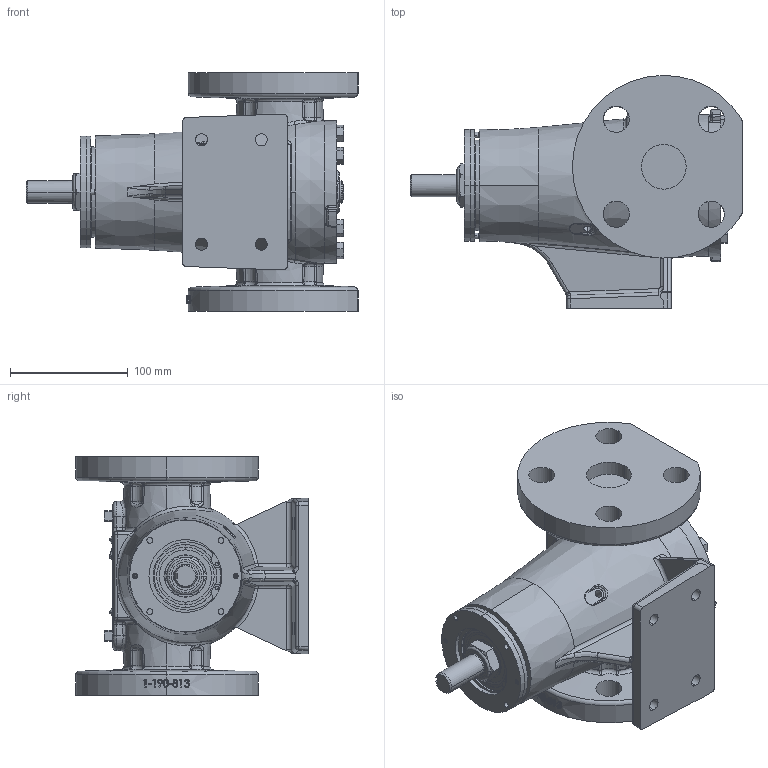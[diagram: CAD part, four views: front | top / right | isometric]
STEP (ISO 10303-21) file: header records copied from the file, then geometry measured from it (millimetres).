
FILE_DESCRIPTION (( 'STEP AP214' ), '1' );
FILE_NAME ('HV-3784.STEP', '2019-05-24T16:59:47', ( '' ), ( '' ), 'SwSTEP 2.0', 'SolidWorks 2018', '' );
FILE_SCHEMA (( 'AUTOMOTIVE_DESIGN' ));
Length unit declared in the file: inch
Products named in the file (1): HV-3784
Bounding box: 282.45 x 198.11 x 203.2 mm (x, y, z)
Volume: 3175974.3 mm3; surface area: 250891.1 mm2
Topology: 1 solids, 1 shells, 1585 faces, 3940 edges, 2486 vertices
Faces by surface type: plane 742, bspline 425, cylinder 179, cone 144, torus 65, sphere 30
Entity records: 95186 total; most frequent: CARTESIAN_POINT 47664, ORIENTED_EDGE 7828, DIRECTION 5860, EDGE_CURVE 3914, VERTEX_POINT 2486, LINE 1996, VECTOR 1996, AXIS2_PLACEMENT_3D 1932
